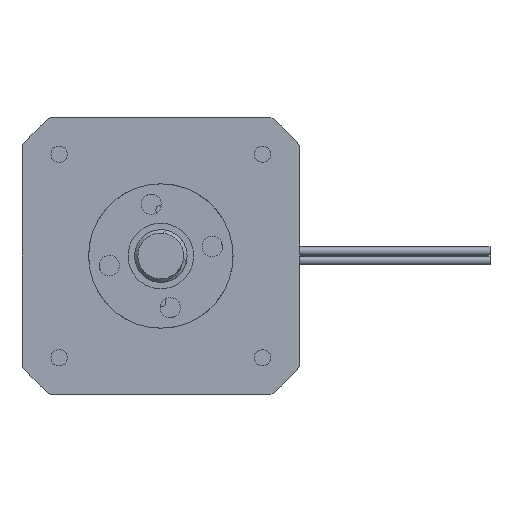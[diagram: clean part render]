
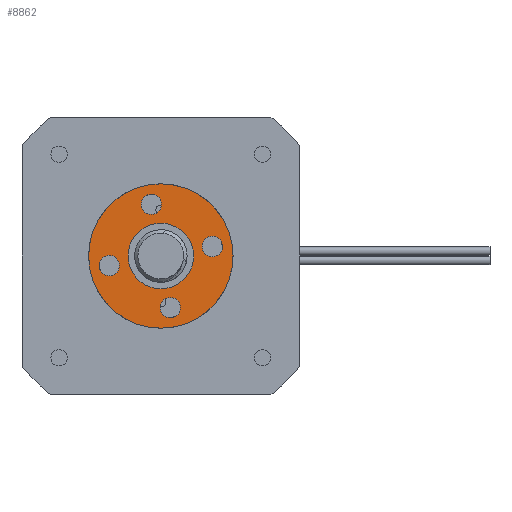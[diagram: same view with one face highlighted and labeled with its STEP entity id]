
A CAD part, front view. The second image highlights one B-rep face of the part: STEP entity #8862.
In plain terms, the highlighted face is planar.
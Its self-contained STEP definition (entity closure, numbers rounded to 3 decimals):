
#481 = DIRECTION ( 'NONE',  ( 0., 1., 0. ) ) ;
#529 = CARTESIAN_POINT ( 'NONE',  ( 0., 3.5, 0. ) ) ;
#618 = ORIENTED_EDGE ( 'NONE', *, *, #4285, .T. ) ;
#645 = DIRECTION ( 'NONE',  ( 0., 1., 0. ) ) ;
#661 = AXIS2_PLACEMENT_3D ( 'NONE', #4347, #12167, #9949 ) ;
#883 = CARTESIAN_POINT ( 'NONE',  ( 0., 3.5, 9.55 ) ) ;
#1009 = VERTEX_POINT ( 'NONE', #11080 ) ;
#1023 = EDGE_CURVE ( 'NONE', #4572, #8570, #5157, .T. ) ;
#1042 = VERTEX_POINT ( 'NONE', #3230 ) ;
#1122 = ORIENTED_EDGE ( 'NONE', *, *, #1023, .T. ) ;
#1228 = DIRECTION ( 'NONE',  ( 0., 1., 0. ) ) ;
#1262 = VERTEX_POINT ( 'NONE', #14510 ) ;
#1417 = FACE_BOUND ( 'NONE', #6743, .T. ) ;
#1435 = CARTESIAN_POINT ( 'NONE',  ( -8., 3.5, 1.55 ) ) ;
#1514 = ORIENTED_EDGE ( 'NONE', *, *, #4533, .F. ) ;
#1643 = VERTEX_POINT ( 'NONE', #10530 ) ;
#1740 = EDGE_CURVE ( 'NONE', #1262, #1042, #14079, .T. ) ;
#1811 = DIRECTION ( 'NONE',  ( 0., 0., 1. ) ) ;
#2169 = EDGE_LOOP ( 'NONE', ( #13418, #4517 ) ) ;
#2466 = ORIENTED_EDGE ( 'NONE', *, *, #3296, .F. ) ;
#2515 = CIRCLE ( 'NONE', #2985, 1.55 ) ;
#2621 = CARTESIAN_POINT ( 'NONE',  ( -8., 3.5, -1.55 ) ) ;
#2725 = DIRECTION ( 'NONE',  ( 0., 1., 0. ) ) ;
#2825 = AXIS2_PLACEMENT_3D ( 'NONE', #2912, #13975, #10518 ) ;
#2912 = CARTESIAN_POINT ( 'NONE',  ( -8., 3.5, 0. ) ) ;
#2971 = EDGE_CURVE ( 'NONE', #1009, #5937, #7794, .T. ) ;
#2985 = AXIS2_PLACEMENT_3D ( 'NONE', #13258, #3310, #12173 ) ;
#2996 = DIRECTION ( 'NONE',  ( 0., 1., 0. ) ) ;
#3230 = CARTESIAN_POINT ( 'NONE',  ( 0., 3.5, -5. ) ) ;
#3268 = ORIENTED_EDGE ( 'NONE', *, *, #9764, .F. ) ;
#3296 = EDGE_CURVE ( 'NONE', #5937, #1009, #11328, .T. ) ;
#3310 = DIRECTION ( 'NONE',  ( 0., 1., 0. ) ) ;
#3564 = ORIENTED_EDGE ( 'NONE', *, *, #13232, .F. ) ;
#3644 = VERTEX_POINT ( 'NONE', #12144 ) ;
#3686 = VERTEX_POINT ( 'NONE', #1435 ) ;
#3904 = CARTESIAN_POINT ( 'NONE',  ( -8., 3.5, 0. ) ) ;
#4213 = CARTESIAN_POINT ( 'NONE',  ( 0., 3.5, -9.55 ) ) ;
#4285 = EDGE_CURVE ( 'NONE', #8570, #4572, #8871, .T. ) ;
#4347 = CARTESIAN_POINT ( 'NONE',  ( 0., 3.5, 0. ) ) ;
#4506 = CIRCLE ( 'NONE', #14376, 5. ) ;
#4517 = ORIENTED_EDGE ( 'NONE', *, *, #14446, .F. ) ;
#4533 = EDGE_CURVE ( 'NONE', #7440, #3644, #9795, .T. ) ;
#4572 = VERTEX_POINT ( 'NONE', #13392 ) ;
#4698 = VERTEX_POINT ( 'NONE', #2621 ) ;
#4741 = ORIENTED_EDGE ( 'NONE', *, *, #2971, .F. ) ;
#4800 = FACE_BOUND ( 'NONE', #13872, .T. ) ;
#5067 = CARTESIAN_POINT ( 'NONE',  ( 8., 3.5, 0. ) ) ;
#5089 = AXIS2_PLACEMENT_3D ( 'NONE', #9733, #9589, #10768 ) ;
#5157 = CIRCLE ( 'NONE', #661, 11. ) ;
#5927 = FACE_BOUND ( 'NONE', #11340, .T. ) ;
#5937 = VERTEX_POINT ( 'NONE', #4213 ) ;
#6275 = VERTEX_POINT ( 'NONE', #883 ) ;
#6337 = EDGE_CURVE ( 'NONE', #6275, #1643, #2515, .T. ) ;
#6404 = DIRECTION ( 'NONE',  ( 0., 0., 1. ) ) ;
#6743 = EDGE_LOOP ( 'NONE', ( #7028, #6878 ) ) ;
#6878 = ORIENTED_EDGE ( 'NONE', *, *, #10823, .F. ) ;
#7028 = ORIENTED_EDGE ( 'NONE', *, *, #6337, .F. ) ;
#7057 = EDGE_LOOP ( 'NONE', ( #4741, #2466 ) ) ;
#7058 = EDGE_CURVE ( 'NONE', #3686, #4698, #7319, .T. ) ;
#7319 = CIRCLE ( 'NONE', #2825, 1.55 ) ;
#7356 = DIRECTION ( 'NONE',  ( 0., 0., 1. ) ) ;
#7440 = VERTEX_POINT ( 'NONE', #14344 ) ;
#7756 = AXIS2_PLACEMENT_3D ( 'NONE', #13095, #2996, #6404 ) ;
#7794 = CIRCLE ( 'NONE', #11089, 1.55 ) ;
#8368 = FACE_BOUND ( 'NONE', #2169, .T. ) ;
#8408 = AXIS2_PLACEMENT_3D ( 'NONE', #9945, #14434, #9013 ) ;
#8482 = CARTESIAN_POINT ( 'NONE',  ( 0., 3.5, -8. ) ) ;
#8570 = VERTEX_POINT ( 'NONE', #9848 ) ;
#8862 = ADVANCED_FACE ( 'NONE', ( #8368, #1417, #5927, #10417, #4800, #13938 ), #12841, .T. ) ;
#8871 = CIRCLE ( 'NONE', #5089, 11. ) ;
#9013 = DIRECTION ( 'NONE',  ( 0., 0., 1. ) ) ;
#9156 = CIRCLE ( 'NONE', #10307, 1.55 ) ;
#9343 = ORIENTED_EDGE ( 'NONE', *, *, #1740, .F. ) ;
#9537 = CIRCLE ( 'NONE', #13752, 1.55 ) ;
#9589 = DIRECTION ( 'NONE',  ( 0., 1., 0. ) ) ;
#9733 = CARTESIAN_POINT ( 'NONE',  ( 0., 3.5, 0. ) ) ;
#9764 = EDGE_CURVE ( 'NONE', #1042, #1262, #4506, .T. ) ;
#9795 = CIRCLE ( 'NONE', #8408, 1.55 ) ;
#9843 = DIRECTION ( 'NONE',  ( 0., 1., 0. ) ) ;
#9848 = CARTESIAN_POINT ( 'NONE',  ( 0., 3.5, -11. ) ) ;
#9915 = CARTESIAN_POINT ( 'NONE',  ( 0., 3.5, 8. ) ) ;
#9945 = CARTESIAN_POINT ( 'NONE',  ( 8., 3.5, 0. ) ) ;
#9949 = DIRECTION ( 'NONE',  ( 0., 0., 1. ) ) ;
#10237 = DIRECTION ( 'NONE',  ( 0., 0., 1. ) ) ;
#10307 = AXIS2_PLACEMENT_3D ( 'NONE', #5067, #481, #1811 ) ;
#10417 = FACE_BOUND ( 'NONE', #7057, .T. ) ;
#10496 = DIRECTION ( 'NONE',  ( 0., 0., 1. ) ) ;
#10518 = DIRECTION ( 'NONE',  ( 0., 0., 1. ) ) ;
#10521 = DIRECTION ( 'NONE',  ( 0., 1., 0. ) ) ;
#10530 = CARTESIAN_POINT ( 'NONE',  ( 0., 3.5, 6.45 ) ) ;
#10619 = DIRECTION ( 'NONE',  ( 0., 0., 1. ) ) ;
#10768 = DIRECTION ( 'NONE',  ( 0., 0., 1. ) ) ;
#10823 = EDGE_CURVE ( 'NONE', #1643, #6275, #14174, .T. ) ;
#11080 = CARTESIAN_POINT ( 'NONE',  ( 0., 3.5, -6.45 ) ) ;
#11089 = AXIS2_PLACEMENT_3D ( 'NONE', #14352, #14501, #13388 ) ;
#11260 = EDGE_LOOP ( 'NONE', ( #618, #1122 ) ) ;
#11328 = CIRCLE ( 'NONE', #11548, 1.55 ) ;
#11340 = EDGE_LOOP ( 'NONE', ( #3564, #1514 ) ) ;
#11364 = AXIS2_PLACEMENT_3D ( 'NONE', #13519, #2725, #10237 ) ;
#11548 = AXIS2_PLACEMENT_3D ( 'NONE', #8482, #10521, #7356 ) ;
#12069 = AXIS2_PLACEMENT_3D ( 'NONE', #9915, #9843, #14326 ) ;
#12144 = CARTESIAN_POINT ( 'NONE',  ( 8., 3.5, 1.55 ) ) ;
#12167 = DIRECTION ( 'NONE',  ( 0., 1., 0. ) ) ;
#12173 = DIRECTION ( 'NONE',  ( 0., 0., 1. ) ) ;
#12841 = PLANE ( 'NONE',  #11364 ) ;
#13095 = CARTESIAN_POINT ( 'NONE',  ( 0., 3.5, 0. ) ) ;
#13232 = EDGE_CURVE ( 'NONE', #3644, #7440, #9156, .T. ) ;
#13258 = CARTESIAN_POINT ( 'NONE',  ( 0., 3.5, 8. ) ) ;
#13388 = DIRECTION ( 'NONE',  ( 0., 0., 1. ) ) ;
#13392 = CARTESIAN_POINT ( 'NONE',  ( 0., 3.5, 11. ) ) ;
#13418 = ORIENTED_EDGE ( 'NONE', *, *, #7058, .F. ) ;
#13519 = CARTESIAN_POINT ( 'NONE',  ( 0., 3.5, 0. ) ) ;
#13752 = AXIS2_PLACEMENT_3D ( 'NONE', #3904, #645, #10619 ) ;
#13872 = EDGE_LOOP ( 'NONE', ( #3268, #9343 ) ) ;
#13938 = FACE_OUTER_BOUND ( 'NONE', #11260, .T. ) ;
#13975 = DIRECTION ( 'NONE',  ( 0., 1., 0. ) ) ;
#14079 = CIRCLE ( 'NONE', #7756, 5. ) ;
#14174 = CIRCLE ( 'NONE', #12069, 1.55 ) ;
#14326 = DIRECTION ( 'NONE',  ( 0., 0., 1. ) ) ;
#14344 = CARTESIAN_POINT ( 'NONE',  ( 8., 3.5, -1.55 ) ) ;
#14352 = CARTESIAN_POINT ( 'NONE',  ( 0., 3.5, -8. ) ) ;
#14376 = AXIS2_PLACEMENT_3D ( 'NONE', #529, #1228, #10496 ) ;
#14434 = DIRECTION ( 'NONE',  ( 0., 1., 0. ) ) ;
#14446 = EDGE_CURVE ( 'NONE', #4698, #3686, #9537, .T. ) ;
#14501 = DIRECTION ( 'NONE',  ( 0., 1., 0. ) ) ;
#14510 = CARTESIAN_POINT ( 'NONE',  ( 0., 3.5, 5. ) ) ;
